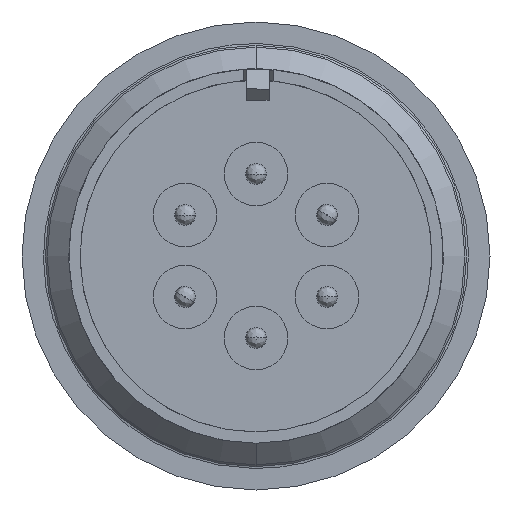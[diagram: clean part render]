
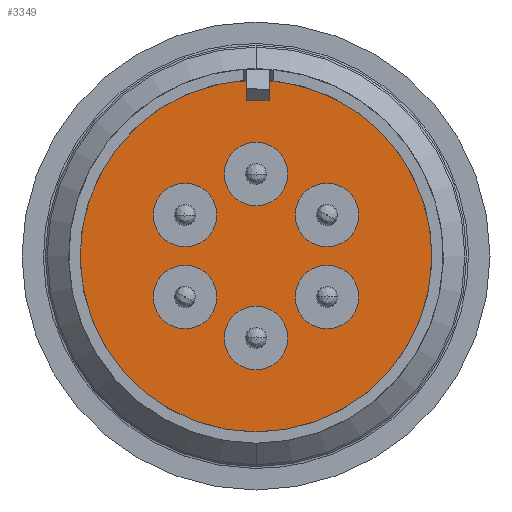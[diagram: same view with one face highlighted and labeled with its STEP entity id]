
A CAD part, front view. The second image highlights one B-rep face of the part: STEP entity #3349.
In plain terms, the highlighted planar face has unit normal (0, -1, 0).
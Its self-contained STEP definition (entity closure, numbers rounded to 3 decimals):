
#33 = ORIENTED_EDGE ( 'NONE', *, *, #512, .F. ) ;
#60 = PLANE ( 'NONE',  #6194 ) ;
#195 = VERTEX_POINT ( 'NONE', #1335 ) ;
#214 = DIRECTION ( 'NONE',  ( 0., 0., -1. ) ) ;
#228 = CIRCLE ( 'NONE', #4774, 2.159 ) ;
#301 = CARTESIAN_POINT ( 'NONE',  ( 0., 10.05, 7.722 ) ) ;
#482 = EDGE_CURVE ( 'NONE', #3353, #4550, #5989, .T. ) ;
#512 = EDGE_CURVE ( 'NONE', #5791, #2789, #4295, .T. ) ;
#595 = CIRCLE ( 'NONE', #7036, 12.954 ) ;
#604 = CARTESIAN_POINT ( 'NONE',  ( -4.817, 10.05, 2.781 ) ) ;
#654 = CIRCLE ( 'NONE', #6060, 2.159 ) ;
#731 = CARTESIAN_POINT ( 'NONE',  ( 4.817, 10.05, -2.781 ) ) ;
#736 = CIRCLE ( 'NONE', #5657, 2.159 ) ;
#741 = FACE_BOUND ( 'NONE', #5006, .T. ) ;
#764 = CARTESIAN_POINT ( 'NONE',  ( 4.817, 10.05, -0.622 ) ) ;
#875 = VERTEX_POINT ( 'NONE', #5402 ) ;
#896 = VERTEX_POINT ( 'NONE', #3759 ) ;
#910 = CARTESIAN_POINT ( 'NONE',  ( -4.817, 10.05, -2.781 ) ) ;
#990 = DIRECTION ( 'NONE',  ( 0., -1., 0. ) ) ;
#1005 = CARTESIAN_POINT ( 'NONE',  ( 0., 10.05, 0. ) ) ;
#1082 = DIRECTION ( 'NONE',  ( 0., 0., 1. ) ) ;
#1106 = DIRECTION ( 'NONE',  ( 0., 0., -1. ) ) ;
#1188 = EDGE_LOOP ( 'NONE', ( #2059, #33 ) ) ;
#1246 = EDGE_CURVE ( 'NONE', #195, #1932, #2183, .T. ) ;
#1270 = DIRECTION ( 'NONE',  ( 0., 0., -1. ) ) ;
#1274 = ORIENTED_EDGE ( 'NONE', *, *, #1656, .F. ) ;
#1278 = EDGE_CURVE ( 'NONE', #4550, #3353, #6619, .T. ) ;
#1290 = EDGE_CURVE ( 'NONE', #5818, #4215, #6460, .T. ) ;
#1335 = CARTESIAN_POINT ( 'NONE',  ( 4.817, 10.05, -4.94 ) ) ;
#1369 = DIRECTION ( 'NONE',  ( 0., -1., 0. ) ) ;
#1420 = DIRECTION ( 'NONE',  ( 0., 1., 0. ) ) ;
#1474 = DIRECTION ( 'NONE',  ( 1., 0., 0. ) ) ;
#1567 = DIRECTION ( 'NONE',  ( 0., -1., 0. ) ) ;
#1624 = EDGE_CURVE ( 'NONE', #2789, #5791, #228, .T. ) ;
#1632 = DIRECTION ( 'NONE',  ( 0., 0., 1. ) ) ;
#1656 = EDGE_CURVE ( 'NONE', #2590, #6144, #5347, .T. ) ;
#1658 = EDGE_CURVE ( 'NONE', #875, #5710, #2278, .T. ) ;
#1797 = EDGE_LOOP ( 'NONE', ( #5992, #6681 ) ) ;
#1803 = EDGE_CURVE ( 'NONE', #6392, #896, #2279, .T. ) ;
#1820 = EDGE_CURVE ( 'NONE', #5710, #875, #2087, .T. ) ;
#1842 = EDGE_CURVE ( 'NONE', #896, #6392, #595, .T. ) ;
#1887 = CARTESIAN_POINT ( 'NONE',  ( 4.817, 10.05, 0.622 ) ) ;
#1917 = DIRECTION ( 'NONE',  ( 0., -1., 0. ) ) ;
#1932 = VERTEX_POINT ( 'NONE', #764 ) ;
#2059 = ORIENTED_EDGE ( 'NONE', *, *, #1624, .F. ) ;
#2087 = CIRCLE ( 'NONE', #7065, 2.159 ) ;
#2183 = CIRCLE ( 'NONE', #4847, 2.159 ) ;
#2248 = FACE_BOUND ( 'NONE', #6091, .T. ) ;
#2278 = CIRCLE ( 'NONE', #7160, 2.159 ) ;
#2279 = CIRCLE ( 'NONE', #7067, 12.954 ) ;
#2281 = DIRECTION ( 'NONE',  ( 0., -1., 0. ) ) ;
#2484 = EDGE_CURVE ( 'NONE', #4215, #5818, #6693, .T. ) ;
#2589 = DIRECTION ( 'NONE',  ( 0., -1., 0. ) ) ;
#2590 = VERTEX_POINT ( 'NONE', #1887 ) ;
#2610 = CARTESIAN_POINT ( 'NONE',  ( -4.817, 10.05, 4.94 ) ) ;
#2623 = FACE_BOUND ( 'NONE', #1188, .T. ) ;
#2624 = ORIENTED_EDGE ( 'NONE', *, *, #4901, .F. ) ;
#2789 = VERTEX_POINT ( 'NONE', #6923 ) ;
#2906 = CARTESIAN_POINT ( 'NONE',  ( -2.658, 10.05, -2.781 ) ) ;
#3011 = CARTESIAN_POINT ( 'NONE',  ( 4.817, 10.05, -2.781 ) ) ;
#3038 = CARTESIAN_POINT ( 'NONE',  ( 0., 10.05, -5.563 ) ) ;
#3197 = ORIENTED_EDGE ( 'NONE', *, *, #1278, .F. ) ;
#3349 = ADVANCED_FACE ( 'NONE', ( #3685, #5324, #5162, #2248, #741, #2623, #6506 ), #60, .F. ) ;
#3353 = VERTEX_POINT ( 'NONE', #3871 ) ;
#3371 = ORIENTED_EDGE ( 'NONE', *, *, #1658, .F. ) ;
#3378 = ORIENTED_EDGE ( 'NONE', *, *, #2484, .F. ) ;
#3479 = DIRECTION ( 'NONE',  ( 0., -1., 0. ) ) ;
#3545 = DIRECTION ( 'NONE',  ( 0., 0., -1. ) ) ;
#3564 = DIRECTION ( 'NONE',  ( 0., 0., -1. ) ) ;
#3595 = EDGE_CURVE ( 'NONE', #1932, #195, #654, .T. ) ;
#3685 = FACE_OUTER_BOUND ( 'NONE', #1797, .T. ) ;
#3759 = CARTESIAN_POINT ( 'NONE',  ( 0., 10.05, -12.954 ) ) ;
#3797 = EDGE_LOOP ( 'NONE', ( #1274, #2624 ) ) ;
#3871 = CARTESIAN_POINT ( 'NONE',  ( -6.976, 10.05, -2.781 ) ) ;
#3961 = ORIENTED_EDGE ( 'NONE', *, *, #1290, .F. ) ;
#4215 = VERTEX_POINT ( 'NONE', #2610 ) ;
#4295 = CIRCLE ( 'NONE', #4704, 2.159 ) ;
#4326 = CARTESIAN_POINT ( 'NONE',  ( 0., 10.05, 5.563 ) ) ;
#4417 = DIRECTION ( 'NONE',  ( 0., 1., 0. ) ) ;
#4445 = DIRECTION ( 'NONE',  ( 0., -1., 0. ) ) ;
#4479 = AXIS2_PLACEMENT_3D ( 'NONE', #5860, #2589, #6443 ) ;
#4519 = ORIENTED_EDGE ( 'NONE', *, *, #1246, .F. ) ;
#4534 = AXIS2_PLACEMENT_3D ( 'NONE', #4682, #1369, #5250 ) ;
#4550 = VERTEX_POINT ( 'NONE', #2906 ) ;
#4589 = DIRECTION ( 'NONE',  ( 0., -1., 0. ) ) ;
#4682 = CARTESIAN_POINT ( 'NONE',  ( -4.817, 10.05, -2.781 ) ) ;
#4704 = AXIS2_PLACEMENT_3D ( 'NONE', #4326, #990, #4916 ) ;
#4746 = CARTESIAN_POINT ( 'NONE',  ( 0., 10.05, 0. ) ) ;
#4773 = EDGE_LOOP ( 'NONE', ( #4519, #5644 ) ) ;
#4774 = AXIS2_PLACEMENT_3D ( 'NONE', #5554, #2281, #6137 ) ;
#4787 = AXIS2_PLACEMENT_3D ( 'NONE', #5210, #1917, #5777 ) ;
#4789 = DIRECTION ( 'NONE',  ( 0., -1., 0. ) ) ;
#4811 = AXIS2_PLACEMENT_3D ( 'NONE', #910, #4789, #1474 ) ;
#4847 = AXIS2_PLACEMENT_3D ( 'NONE', #3011, #6920, #3545 ) ;
#4882 = CARTESIAN_POINT ( 'NONE',  ( 0., 10.05, -5.563 ) ) ;
#4901 = EDGE_CURVE ( 'NONE', #6144, #2590, #736, .T. ) ;
#4916 = DIRECTION ( 'NONE',  ( 0., 0., -1. ) ) ;
#4942 = DIRECTION ( 'NONE',  ( 0., 1., 0. ) ) ;
#5006 = EDGE_LOOP ( 'NONE', ( #3197, #5050 ) ) ;
#5050 = ORIENTED_EDGE ( 'NONE', *, *, #482, .F. ) ;
#5161 = EDGE_LOOP ( 'NONE', ( #3371, #5181 ) ) ;
#5162 = FACE_BOUND ( 'NONE', #3797, .T. ) ;
#5181 = ORIENTED_EDGE ( 'NONE', *, *, #1820, .F. ) ;
#5210 = CARTESIAN_POINT ( 'NONE',  ( 4.817, 10.05, 2.781 ) ) ;
#5236 = CARTESIAN_POINT ( 'NONE',  ( -4.817, 10.05, 0.622 ) ) ;
#5250 = DIRECTION ( 'NONE',  ( 1., 0., 0. ) ) ;
#5298 = DIRECTION ( 'NONE',  ( 0., 0., 1. ) ) ;
#5324 = FACE_BOUND ( 'NONE', #5161, .T. ) ;
#5347 = CIRCLE ( 'NONE', #4787, 2.159 ) ;
#5402 = CARTESIAN_POINT ( 'NONE',  ( 0., 10.05, -7.722 ) ) ;
#5433 = DIRECTION ( 'NONE',  ( 0., 0., -1. ) ) ;
#5554 = CARTESIAN_POINT ( 'NONE',  ( 0., 10.05, 5.563 ) ) ;
#5644 = ORIENTED_EDGE ( 'NONE', *, *, #3595, .F. ) ;
#5657 = AXIS2_PLACEMENT_3D ( 'NONE', #6843, #3479, #214 ) ;
#5710 = VERTEX_POINT ( 'NONE', #6316 ) ;
#5777 = DIRECTION ( 'NONE',  ( 0., 0., -1. ) ) ;
#5791 = VERTEX_POINT ( 'NONE', #301 ) ;
#5818 = VERTEX_POINT ( 'NONE', #5236 ) ;
#5860 = CARTESIAN_POINT ( 'NONE',  ( -4.817, 10.05, 2.781 ) ) ;
#5989 = CIRCLE ( 'NONE', #4811, 2.159 ) ;
#5992 = ORIENTED_EDGE ( 'NONE', *, *, #1803, .F. ) ;
#6060 = AXIS2_PLACEMENT_3D ( 'NONE', #731, #4589, #1270 ) ;
#6091 = EDGE_LOOP ( 'NONE', ( #3961, #3378 ) ) ;
#6114 = CARTESIAN_POINT ( 'NONE',  ( 0., 10.05, 0. ) ) ;
#6124 = CARTESIAN_POINT ( 'NONE',  ( 0., 10.05, 12.954 ) ) ;
#6137 = DIRECTION ( 'NONE',  ( 0., 0., -1. ) ) ;
#6144 = VERTEX_POINT ( 'NONE', #6487 ) ;
#6194 = AXIS2_PLACEMENT_3D ( 'NONE', #6114, #4417, #1082 ) ;
#6316 = CARTESIAN_POINT ( 'NONE',  ( 0., 10.05, -3.404 ) ) ;
#6392 = VERTEX_POINT ( 'NONE', #6124 ) ;
#6443 = DIRECTION ( 'NONE',  ( 0., 0., -1. ) ) ;
#6460 = CIRCLE ( 'NONE', #4479, 2.159 ) ;
#6487 = CARTESIAN_POINT ( 'NONE',  ( 4.817, 10.05, 4.94 ) ) ;
#6506 = FACE_BOUND ( 'NONE', #4773, .T. ) ;
#6568 = AXIS2_PLACEMENT_3D ( 'NONE', #604, #4445, #1106 ) ;
#6619 = CIRCLE ( 'NONE', #4534, 2.159 ) ;
#6681 = ORIENTED_EDGE ( 'NONE', *, *, #1842, .F. ) ;
#6693 = CIRCLE ( 'NONE', #6568, 2.159 ) ;
#6843 = CARTESIAN_POINT ( 'NONE',  ( 4.817, 10.05, 2.781 ) ) ;
#6920 = DIRECTION ( 'NONE',  ( 0., -1., 0. ) ) ;
#6923 = CARTESIAN_POINT ( 'NONE',  ( 0., 10.05, 3.404 ) ) ;
#6937 = DIRECTION ( 'NONE',  ( 0., -1., 0. ) ) ;
#7036 = AXIS2_PLACEMENT_3D ( 'NONE', #1005, #4942, #1632 ) ;
#7065 = AXIS2_PLACEMENT_3D ( 'NONE', #4882, #1567, #5433 ) ;
#7067 = AXIS2_PLACEMENT_3D ( 'NONE', #4746, #1420, #5298 ) ;
#7160 = AXIS2_PLACEMENT_3D ( 'NONE', #3038, #6937, #3564 ) ;
